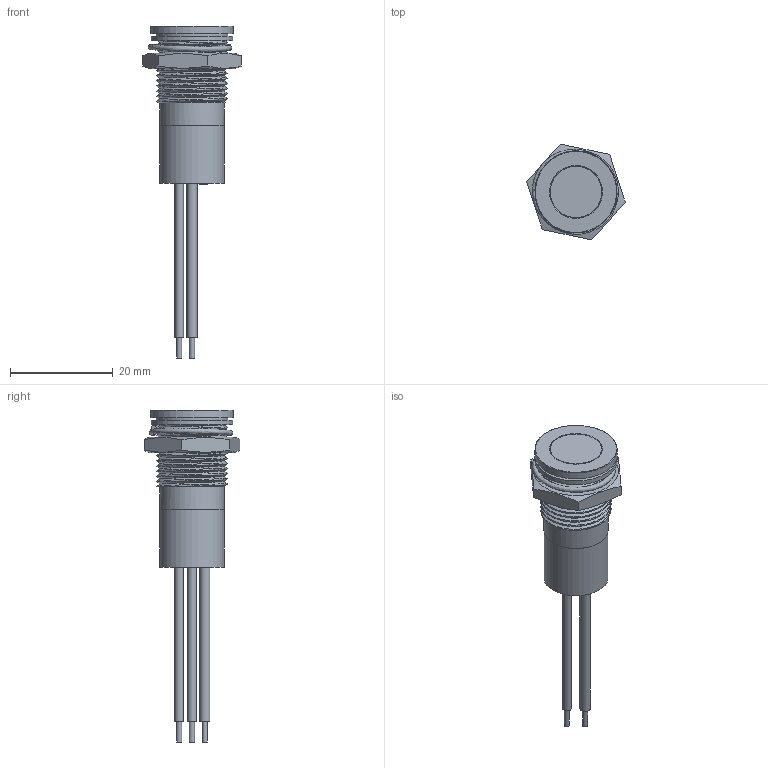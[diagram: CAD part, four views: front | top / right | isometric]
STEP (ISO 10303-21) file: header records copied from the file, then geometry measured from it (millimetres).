
FILE_DESCRIPTION( ( 'Unknown' ), '1' );
FILE_NAME( 'Q14F3CZZRYG.stp', 'Unknown', ( 'Unknown' ), ( 'Unknown' ), 'PSStep 15.0.49', 'Unknown', ' ' );
FILE_SCHEMA( ( 'AUTOMOTIVE_DESIGN { 1 0 10303 214 1 1 1 1 }' ) );
Length unit declared in the file: millimetre
Products named in the file (10): Assem1; 34-0087; 21-0027; 13-0037; 10mm-flat led-cut; 14-0161; 26-0049; wire-black; wire-red; wire-green
Assembly tree (9 placements, depth 2):
  Assem1
    34-0087
    21-0027
    13-0037
    10mm-flat led-cut
    14-0161
    26-0049
    wire-black
    wire-red
    wire-green
Bounding box: 19.21 x 18.65 x 64.6 mm (x, y, z)
Volume: 3493.4 mm3; surface area: 5550.8 mm2
Topology: 9 solids, 9 shells, 149 faces, 346 edges, 231 vertices
Faces by surface type: plane 76, cylinder 47, cone 14, bspline 8, torus 4
Full cylindrical faces by diameter (mm): 1 x6, 1.5 x2, 1.7 x2, 1.75 x3, 2 x1, 10 x1, 10.1 x1, 11.4 x1, 11.5 x1, 12.5 x13, 13.8 x1, 14 x1, 16 x2
Entity records: 16446 total; most frequent: CARTESIAN_POINT 12371, DIRECTION 597, ORIENTED_EDGE 512, EDGE_CURVE 256, AXIS2_PLACEMENT_3D 249, EDGE_LOOP 198, VERTEX_POINT 188, FACE_OUTER_BOUND 165
